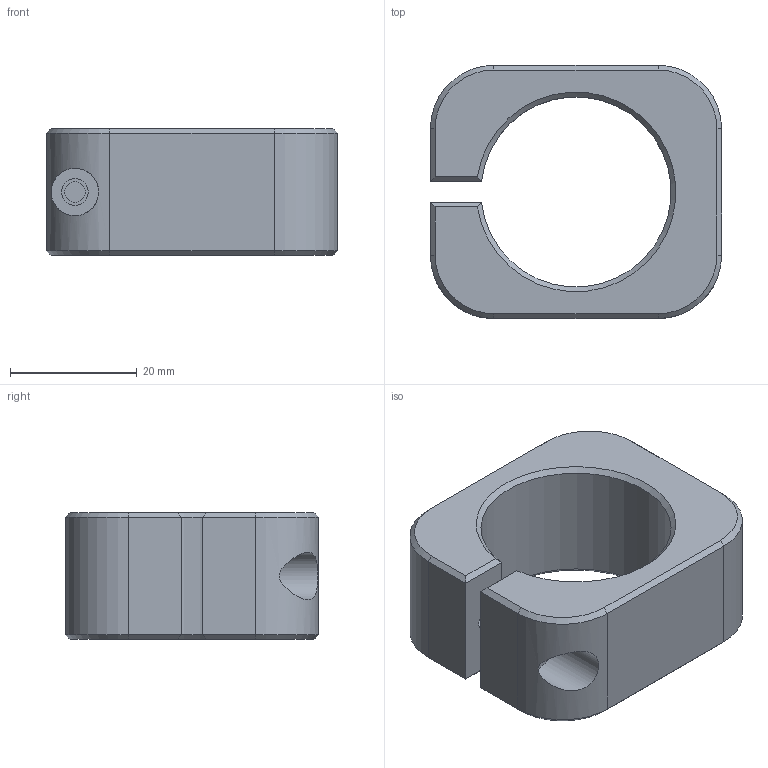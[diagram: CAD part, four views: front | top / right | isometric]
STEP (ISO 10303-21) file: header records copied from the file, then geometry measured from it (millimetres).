
FILE_DESCRIPTION(/* description */ ('Unknown'),/* implementation_level */ '2;1');
FILE_NAME(/* name */ 'Simple LED Mount - LED Mount',/* time_stamp */ '2023-06-13T12:40:27+01:00',/* author */ ('Unknown'),/* organization */ ('Unknown'),/* preprocessor_version */ 'ST-DEVELOPER v18.1',/* originating_system */ 'Solid Edge',/* authorisation */ 'Unknown');
FILE_SCHEMA (('AUTOMOTIVE_DESIGN {1 0 10303 214 3 1 1}'));
Length unit declared in the file: millimetre
Products named in the file (1): Simple LED Mount - LED Mount
Bounding box: 46 x 40 x 20 mm (x, y, z)
Volume: 19603.8 mm3; surface area: 7407.9 mm2
Topology: 1 solids, 1 shells, 45 faces, 98 edges, 58 vertices
Faces by surface type: plane 26, cone 10, cylinder 9
Full cylindrical faces by diameter (mm): 3.242 x1, 4.134 x1, 4.2 x1, 7.5 x1
Entity records: 1532 total; most frequent: CARTESIAN_POINT 228, DIRECTION 206, ORIENTED_EDGE 184, EDGE_CURVE 92, AXIS2_PLACEMENT_3D 73, LINE 60, VECTOR 60, VERTEX_POINT 56
